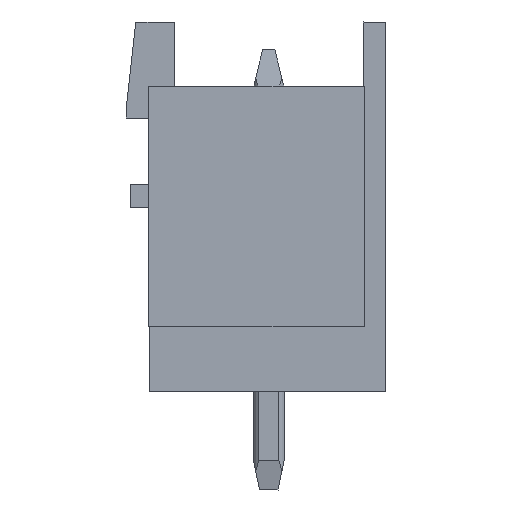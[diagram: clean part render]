
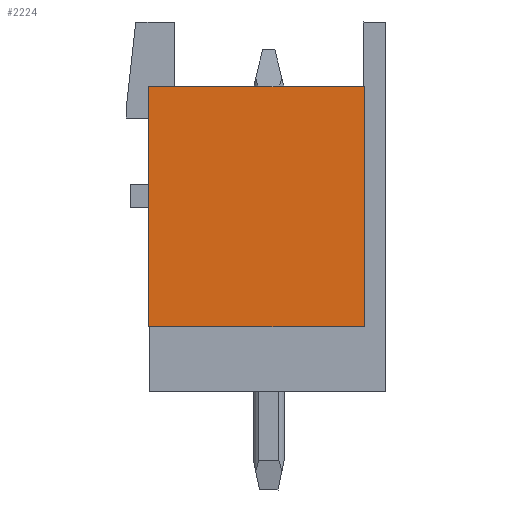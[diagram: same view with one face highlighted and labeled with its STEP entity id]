
A CAD part, left-side view. The second image highlights one B-rep face of the part: STEP entity #2224.
In plain terms, the highlighted planar face has unit normal (-1, 0, 0).
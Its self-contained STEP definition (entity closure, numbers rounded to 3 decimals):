
#2216=AXIS2_PLACEMENT_3D('Plane Axis2P3D',#2213,#2214,#2215) ;
#1540=CARTESIAN_POINT('Vertex',(0.,0.7,5.3)) ;
#1582=CARTESIAN_POINT('Vertex',(0.,0.7,13.1)) ;
#1585=CARTESIAN_POINT('Line Origine',(0.,0.7,9.2)) ;
#2079=CARTESIAN_POINT('Line Origine',(0.,7.7,9.2)) ;
#2083=CARTESIAN_POINT('Vertex',(0.,7.7,5.3)) ;
#2085=CARTESIAN_POINT('Vertex',(0.,7.7,13.1)) ;
#2150=CARTESIAN_POINT('Line Origine',(0.,4.2,5.3)) ;
#2201=CARTESIAN_POINT('Line Origine',(0.,4.2,13.1)) ;
#2213=CARTESIAN_POINT('Axis2P3D Location',(0.,0.,13.1)) ;
#1586=DIRECTION('Vector Direction',(0.,0.,-1.)) ;
#2080=DIRECTION('Vector Direction',(0.,0.,-1.)) ;
#2151=DIRECTION('Vector Direction',(0.,1.,0.)) ;
#2202=DIRECTION('Vector Direction',(0.,1.,0.)) ;
#2214=DIRECTION('Axis2P3D Direction',(1.,-0.,0.)) ;
#2215=DIRECTION('Axis2P3D XDirection',(0.,0.,-1.)) ;
#1587=VECTOR('Line Direction',#1586,1.) ;
#2081=VECTOR('Line Direction',#2080,1.) ;
#2152=VECTOR('Line Direction',#2151,1.) ;
#2203=VECTOR('Line Direction',#2202,1.) ;
#2219=ORIENTED_EDGE('',*,*,#2154,.F.) ;
#2220=ORIENTED_EDGE('',*,*,#1589,.T.) ;
#2221=ORIENTED_EDGE('',*,*,#2205,.T.) ;
#2222=ORIENTED_EDGE('',*,*,#2087,.F.) ;
#2224=ADVANCED_FACE('Housing',(#2223),#2217,.F.) ;
#1589=EDGE_CURVE('',#1541,#1583,#1588,.F.) ;
#2087=EDGE_CURVE('',#2084,#2086,#2082,.F.) ;
#2154=EDGE_CURVE('',#1541,#2084,#2153,.T.) ;
#2205=EDGE_CURVE('',#1583,#2086,#2204,.T.) ;
#2218=EDGE_LOOP('',(#2219,#2220,#2221,#2222)) ;
#2223=FACE_OUTER_BOUND('',#2218,.T.) ;
#1588=LINE('Line',#1585,#1587) ;
#2082=LINE('Line',#2079,#2081) ;
#2153=LINE('Line',#2150,#2152) ;
#2204=LINE('Line',#2201,#2203) ;
#2217=PLANE('',#2216) ;
#1541=VERTEX_POINT('',#1540) ;
#1583=VERTEX_POINT('',#1582) ;
#2084=VERTEX_POINT('',#2083) ;
#2086=VERTEX_POINT('',#2085) ;
